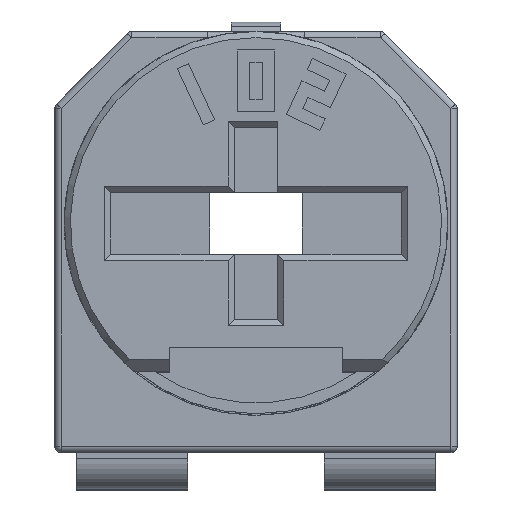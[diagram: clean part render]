
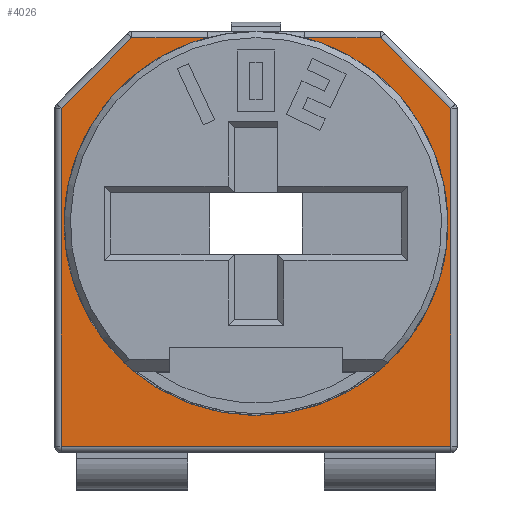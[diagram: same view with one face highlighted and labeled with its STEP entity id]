
A CAD part, top view. The second image highlights one B-rep face of the part: STEP entity #4026.
In plain terms, the highlighted planar face has unit normal (0, 0, 1).
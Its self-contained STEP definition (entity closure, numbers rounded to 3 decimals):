
#195=CIRCLE('',#4337,3.1);
#196=CIRCLE('',#4338,3.1);
#528=FACE_OUTER_BOUND('',#750,.T.);
#750=EDGE_LOOP('',(#3408,#3409,#3410,#3411,#3412,#3413,#3414,#3415,#3416));
#1142=LINE('',#6903,#1575);
#1143=LINE('',#6908,#1576);
#1146=LINE('',#6919,#1579);
#1148=LINE('',#6927,#1581);
#1150=LINE('',#6935,#1583);
#1151=LINE('',#6940,#1584);
#1153=LINE('',#6948,#1586);
#1575=VECTOR('',#5143,10.);
#1576=VECTOR('',#5148,10.);
#1579=VECTOR('',#5159,10.);
#1581=VECTOR('',#5167,10.);
#1583=VECTOR('',#5175,10.);
#1584=VECTOR('',#5180,10.);
#1586=VECTOR('',#5190,10.);
#1968=VERTEX_POINT('',#6899);
#1969=VERTEX_POINT('',#6901);
#1971=VERTEX_POINT('',#6907);
#1973=VERTEX_POINT('',#6913);
#1976=VERTEX_POINT('',#6921);
#1979=VERTEX_POINT('',#6929);
#1983=VERTEX_POINT('',#6939);
#1985=VERTEX_POINT('',#6945);
#1997=VERTEX_POINT('',#7054);
#2455=EDGE_CURVE('',#1969,#1968,#1142,.T.);
#2457=EDGE_CURVE('',#1968,#1971,#1143,.T.);
#2463=EDGE_CURVE('',#1971,#1973,#1146,.T.);
#2467=EDGE_CURVE('',#1973,#1976,#1148,.T.);
#2471=EDGE_CURVE('',#1976,#1979,#1150,.T.);
#2473=EDGE_CURVE('',#1979,#1983,#1151,.T.);
#2478=EDGE_CURVE('',#1983,#1985,#1153,.T.);
#2506=EDGE_CURVE('',#1997,#1969,#195,.T.);
#2507=EDGE_CURVE('',#1985,#1997,#196,.T.);
#3408=ORIENTED_EDGE('',*,*,#2478,.F.);
#3409=ORIENTED_EDGE('',*,*,#2473,.F.);
#3410=ORIENTED_EDGE('',*,*,#2471,.F.);
#3411=ORIENTED_EDGE('',*,*,#2467,.F.);
#3412=ORIENTED_EDGE('',*,*,#2463,.F.);
#3413=ORIENTED_EDGE('',*,*,#2457,.F.);
#3414=ORIENTED_EDGE('',*,*,#2455,.F.);
#3415=ORIENTED_EDGE('',*,*,#2506,.F.);
#3416=ORIENTED_EDGE('',*,*,#2507,.F.);
#3825=PLANE('',#4336);
#4026=ADVANCED_FACE('',(#528),#3825,.T.);
#4336=AXIS2_PLACEMENT_3D('',#7053,#5253,#5254);
#4337=AXIS2_PLACEMENT_3D('',#7055,#5255,#5256);
#4338=AXIS2_PLACEMENT_3D('',#7056,#5257,#5258);
#5143=DIRECTION('',(1.,0.,0.));
#5148=DIRECTION('',(0.707,-0.707,0.));
#5159=DIRECTION('',(0.,-1.,0.));
#5167=DIRECTION('',(-1.,0.,0.));
#5175=DIRECTION('',(0.,1.,0.));
#5180=DIRECTION('',(0.707,0.707,0.));
#5190=DIRECTION('',(1.,0.,0.));
#5253=DIRECTION('center_axis',(0.,0.,1.));
#5254=DIRECTION('ref_axis',(1.,0.,0.));
#5255=DIRECTION('center_axis',(0.,0.,1.));
#5256=DIRECTION('ref_axis',(1.,0.,0.));
#5257=DIRECTION('center_axis',(0.,0.,1.));
#5258=DIRECTION('ref_axis',(1.,0.,0.));
#6899=CARTESIAN_POINT('',(2.009,3.,0.));
#6901=CARTESIAN_POINT('',(0.781,3.,0.));
#6903=CARTESIAN_POINT('',(-1.625,3.,0.));
#6907=CARTESIAN_POINT('',(3.15,1.859,0.));
#6908=CARTESIAN_POINT('',(2.617,2.392,0.));
#6913=CARTESIAN_POINT('',(3.15,-3.6,0.));
#6919=CARTESIAN_POINT('',(3.15,1.4,0.));
#6921=CARTESIAN_POINT('',(-3.15,-3.6,0.));
#6927=CARTESIAN_POINT('',(1.625,-3.6,0.));
#6929=CARTESIAN_POINT('',(-3.15,1.859,0.));
#6935=CARTESIAN_POINT('',(-3.15,-2.,0.));
#6939=CARTESIAN_POINT('',(-2.009,3.,0.));
#6940=CARTESIAN_POINT('',(-2.617,2.392,0.));
#6945=CARTESIAN_POINT('',(-0.781,3.,0.));
#6948=CARTESIAN_POINT('',(-1.625,3.,0.));
#7053=CARTESIAN_POINT('Origin',(0.,-0.3,0.));
#7054=CARTESIAN_POINT('',(-3.1,0.,0.));
#7055=CARTESIAN_POINT('Origin',(0.,0.,0.));
#7056=CARTESIAN_POINT('Origin',(0.,0.,0.));
